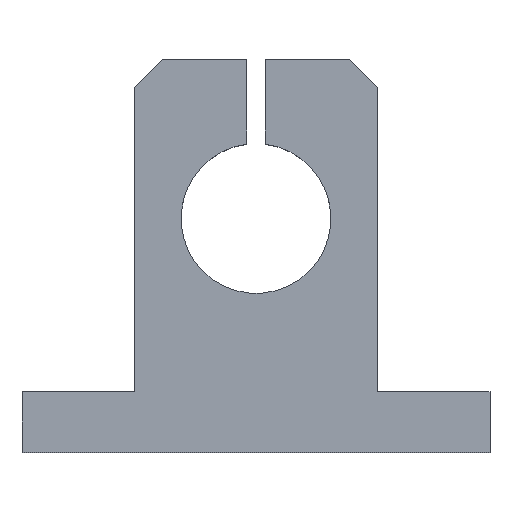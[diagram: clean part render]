
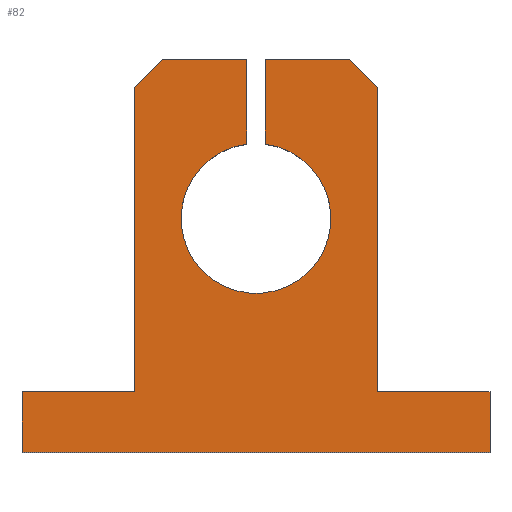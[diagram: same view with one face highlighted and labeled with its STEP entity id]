
A CAD part, top view. The second image highlights one B-rep face of the part: STEP entity #82.
In plain terms, the highlighted planar face has unit normal (0, 0, 1).
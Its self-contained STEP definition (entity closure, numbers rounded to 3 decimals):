
#82 = ADVANCED_FACE( '', ( #172 ), #173, .T. );
#172 = FACE_OUTER_BOUND( '', #258, .T. );
#173 = PLANE( '', #259 );
#258 = EDGE_LOOP( '', ( #428, #429, #430, #431, #432, #433, #434, #435, #436, #437, #438, #439, #440, #441 ) );
#259 = AXIS2_PLACEMENT_3D( '', #442, #443, #444 );
#428 = ORIENTED_EDGE( '', *, *, #499, .T. );
#429 = ORIENTED_EDGE( '', *, *, #517, .T. );
#430 = ORIENTED_EDGE( '', *, *, #539, .T. );
#431 = ORIENTED_EDGE( '', *, *, #512, .T. );
#432 = ORIENTED_EDGE( '', *, *, #481, .T. );
#433 = ORIENTED_EDGE( '', *, *, #473, .T. );
#434 = ORIENTED_EDGE( '', *, *, #478, .T. );
#435 = ORIENTED_EDGE( '', *, *, #503, .T. );
#436 = ORIENTED_EDGE( '', *, *, #534, .F. );
#437 = ORIENTED_EDGE( '', *, *, #507, .T. );
#438 = ORIENTED_EDGE( '', *, *, #532, .T. );
#439 = ORIENTED_EDGE( '', *, *, #529, .T. );
#440 = ORIENTED_EDGE( '', *, *, #540, .T. );
#441 = ORIENTED_EDGE( '', *, *, #490, .T. );
#442 = CARTESIAN_POINT( '', ( 0., 25., 16. ) );
#443 = DIRECTION( '', ( 0., 0., 1. ) );
#444 = DIRECTION( '', ( 1., 0., 0. ) );
#473 = EDGE_CURVE( '', #554, #552, #555, .T. );
#478 = EDGE_CURVE( '', #552, #560, #562, .T. );
#481 = EDGE_CURVE( '', #565, #554, #566, .T. );
#490 = EDGE_CURVE( '', #581, #579, #582, .T. );
#499 = EDGE_CURVE( '', #579, #594, #596, .T. );
#503 = EDGE_CURVE( '', #560, #600, #602, .T. );
#507 = EDGE_CURVE( '', #609, #607, #610, .T. );
#512 = EDGE_CURVE( '', #617, #565, #618, .T. );
#517 = EDGE_CURVE( '', #594, #623, #625, .T. );
#529 = EDGE_CURVE( '', #642, #640, #643, .T. );
#532 = EDGE_CURVE( '', #607, #642, #646, .T. );
#534 = EDGE_CURVE( '', #609, #600, #648, .T. );
#539 = EDGE_CURVE( '', #623, #617, #654, .T. );
#540 = EDGE_CURVE( '', #640, #581, #655, .T. );
#552 = VERTEX_POINT( '', #669 );
#554 = VERTEX_POINT( '', #672 );
#555 = LINE( '', #673, #674 );
#560 = VERTEX_POINT( '', #681 );
#562 = LINE( '', #684, #685 );
#565 = VERTEX_POINT( '', #688 );
#566 = LINE( '', #689, #690 );
#579 = VERTEX_POINT( '', #706 );
#581 = VERTEX_POINT( '', #709 );
#582 = LINE( '', #710, #711 );
#594 = VERTEX_POINT( '', #725 );
#596 = LINE( '', #728, #729 );
#600 = VERTEX_POINT( '', #734 );
#602 = LINE( '', #737, #738 );
#607 = VERTEX_POINT( '', #744 );
#609 = VERTEX_POINT( '', #747 );
#610 = LINE( '', #748, #749 );
#617 = VERTEX_POINT( '', #758 );
#618 = LINE( '', #759, #760 );
#623 = VERTEX_POINT( '', #767 );
#625 = LINE( '', #770, #771 );
#640 = VERTEX_POINT( '', #790 );
#642 = VERTEX_POINT( '', #793 );
#643 = LINE( '', #794, #795 );
#646 = LINE( '', #799, #800 );
#648 = CIRCLE( '', #802, 8. );
#654 = LINE( '', #808, #809 );
#655 = LINE( '', #810, #811 );
#669 = CARTESIAN_POINT( '', ( 10., 42., 16. ) );
#672 = CARTESIAN_POINT( '', ( 13., 39., 16. ) );
#673 = CARTESIAN_POINT( '', ( 13., 39., 16. ) );
#674 = VECTOR( '', #821, 1000. );
#681 = CARTESIAN_POINT( '', ( 1., 42., 16. ) );
#684 = CARTESIAN_POINT( '', ( 10., 42., 16. ) );
#685 = VECTOR( '', #825, 1000. );
#688 = CARTESIAN_POINT( '', ( 13., 6.5, 16. ) );
#689 = CARTESIAN_POINT( '', ( 13., 6.5, 16. ) );
#690 = VECTOR( '', #829, 1000. );
#706 = CARTESIAN_POINT( '', ( -25., 6.5, 16. ) );
#709 = CARTESIAN_POINT( '', ( -13., 6.5, 16. ) );
#710 = CARTESIAN_POINT( '', ( -13., 6.5, 16. ) );
#711 = VECTOR( '', #840, 1000. );
#725 = CARTESIAN_POINT( '', ( -25., 0., 16. ) );
#728 = CARTESIAN_POINT( '', ( -25., 6.5, 16. ) );
#729 = VECTOR( '', #853, 1000. );
#734 = CARTESIAN_POINT( '', ( 1., 32.937, 16. ) );
#737 = CARTESIAN_POINT( '', ( 1., 42., 16. ) );
#738 = VECTOR( '', #856, 1000. );
#744 = CARTESIAN_POINT( '', ( -1., 42., 16. ) );
#747 = CARTESIAN_POINT( '', ( -1., 32.937, 16. ) );
#748 = CARTESIAN_POINT( '', ( -1., 32.937, 16. ) );
#749 = VECTOR( '', #859, 1000. );
#758 = CARTESIAN_POINT( '', ( 25., 6.5, 16. ) );
#759 = CARTESIAN_POINT( '', ( 25., 6.5, 16. ) );
#760 = VECTOR( '', #865, 1000. );
#767 = CARTESIAN_POINT( '', ( 25., 0., 16. ) );
#770 = CARTESIAN_POINT( '', ( -25., 0., 16. ) );
#771 = VECTOR( '', #869, 1000. );
#790 = CARTESIAN_POINT( '', ( -13., 39., 16. ) );
#793 = CARTESIAN_POINT( '', ( -10., 42., 16. ) );
#794 = CARTESIAN_POINT( '', ( -10., 42., 16. ) );
#795 = VECTOR( '', #884, 1000. );
#799 = CARTESIAN_POINT( '', ( -1., 42., 16. ) );
#800 = VECTOR( '', #886, 1000. );
#802 = AXIS2_PLACEMENT_3D( '', #887, #888, #889 );
#808 = CARTESIAN_POINT( '', ( 25., 0., 16. ) );
#809 = VECTOR( '', #893, 1000. );
#810 = CARTESIAN_POINT( '', ( -13., 39., 16. ) );
#811 = VECTOR( '', #894, 1000. );
#821 = DIRECTION( '', ( -0.707, 0.707, 0. ) );
#825 = DIRECTION( '', ( -1., 0., 0. ) );
#829 = DIRECTION( '', ( 0., 1., 0. ) );
#840 = DIRECTION( '', ( -1., 0., 0. ) );
#853 = DIRECTION( '', ( 0., -1., 0. ) );
#856 = DIRECTION( '', ( 0., -1., 0. ) );
#859 = DIRECTION( '', ( 0., 1., 0. ) );
#865 = DIRECTION( '', ( -1., 0., 0. ) );
#869 = DIRECTION( '', ( 1., 0., 0. ) );
#884 = DIRECTION( '', ( -0.707, -0.707, 0. ) );
#886 = DIRECTION( '', ( -1., 0., 0. ) );
#887 = CARTESIAN_POINT( '', ( 0., 25., 16. ) );
#888 = DIRECTION( '', ( 0., 0., 1. ) );
#889 = DIRECTION( '', ( 1., 0., 0. ) );
#893 = DIRECTION( '', ( 0., 1., 0. ) );
#894 = DIRECTION( '', ( 0., -1., 0. ) );
